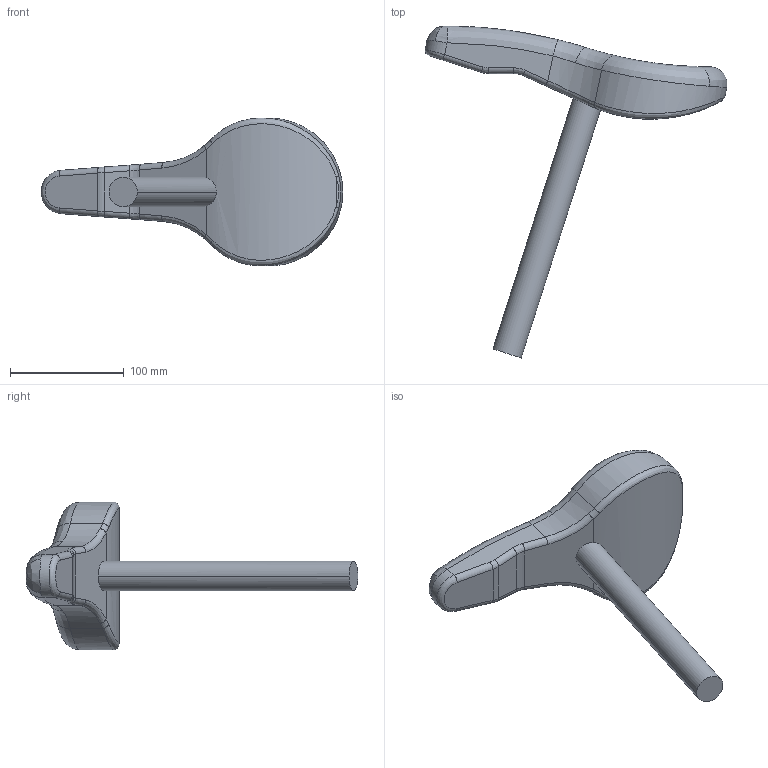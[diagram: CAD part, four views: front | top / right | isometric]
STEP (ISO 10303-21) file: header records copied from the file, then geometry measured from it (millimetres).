
FILE_DESCRIPTION (( 'STEP AP203' ), '1' );
FILE_NAME ('seat_Valor predeterminado_sldprt.STEP', '2022-09-02T14:24:40', ( '' ), ( '' ), 'SwSTEP 2.0', 'SolidWorks 2021', '' );
FILE_SCHEMA (( 'CONFIG_CONTROL_DESIGN' ));
Length unit declared in the file: millimetre
Products named in the file (1): seat_Valor predeterminado_sldprt
Bounding box: 265.01 x 291.66 x 129.99 mm (x, y, z)
Volume: 960400.3 mm3; surface area: 79601.4 mm2
Topology: 1 solids, 1 shells, 52 faces, 122 edges, 72 vertices
Faces by surface type: bspline 24, cylinder 22, plane 6
Entity records: 4778 total; most frequent: CARTESIAN_POINT 3726, ORIENTED_EDGE 244, DIRECTION 142, EDGE_CURVE 122, VERTEX_POINT 72, B_SPLINE_CURVE_WITH_KNOTS 62, AXIS2_PLACEMENT_3D 55, FACE_OUTER_BOUND 52
